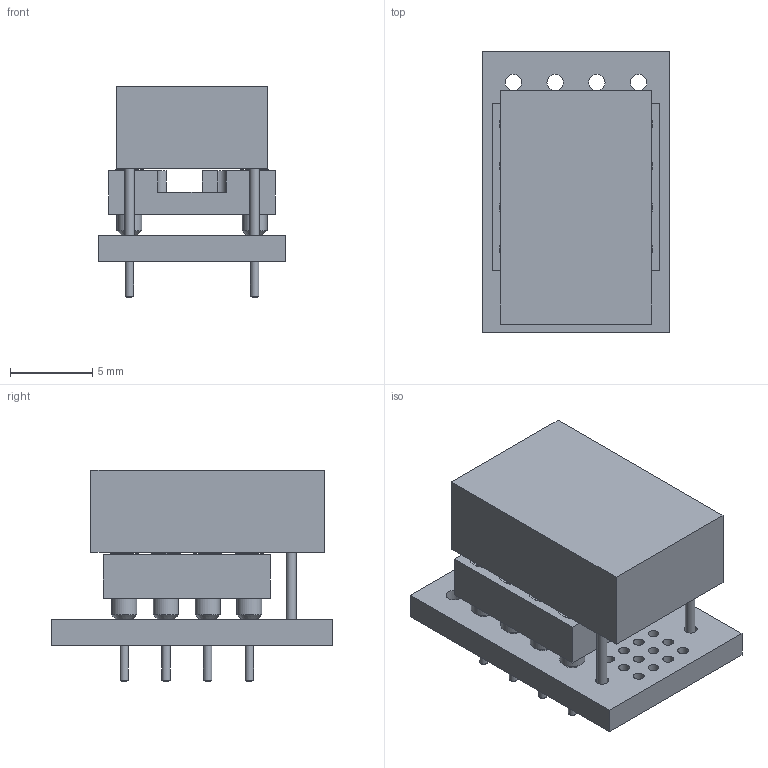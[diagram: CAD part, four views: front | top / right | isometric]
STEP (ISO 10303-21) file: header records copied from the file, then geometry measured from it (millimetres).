
FILE_DESCRIPTION(('FreeCAD Model'),'2;1');
FILE_NAME('K1_DIP_8_W762mm_Socket_sp_5C78A612_sp.step' ,'2019-02-18T12:27:26',('kicad StepUp'),('ksu MCAD'), 'Open CASCADE STEP processor 7.2','FreeCAD','Unknown');
FILE_SCHEMA(('AUTOMOTIVE_DESIGN { 1 0 10303 214 1 1 1 1 }'));
Length unit declared in the file: millimetre
Products named in the file (1): K1_DIP_8_W762mm_Socket_sp_5C78A612_sp
Bounding box: 11.43 x 17.14 x 12.88 mm (x, y, z)
Volume: 1164.1 mm3; surface area: 1487.8 mm2
Topology: 1 solids, 1 shells, 178 faces, 378 edges, 247 vertices
Faces by surface type: plane 78, cylinder 76, cone 24
Full cylindrical faces by diameter (mm): 0.508 x8, 0.6 x18, 0.65 x12, 0.8 x10, 1 x4, 1.524 x8, 1.724 x8
Entity records: 6244 total; most frequent: DIRECTION 924, CARTESIAN_POINT 804, ORIENTED_EDGE 756, EDGE_CURVE 378, AXIS2_PLACEMENT_3D 367, FACE_BOUND 289, EDGE_LOOP 289, VERTEX_POINT 247
